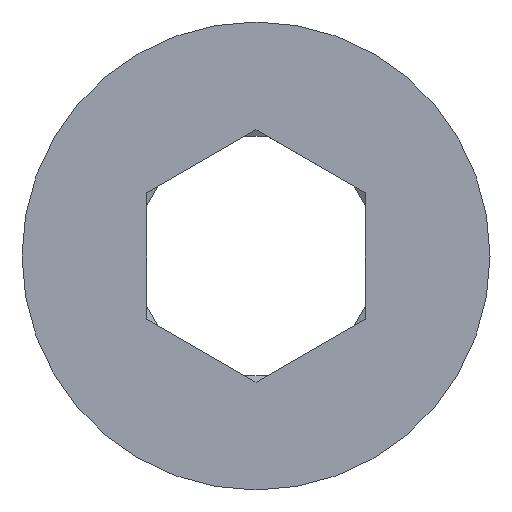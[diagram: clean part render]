
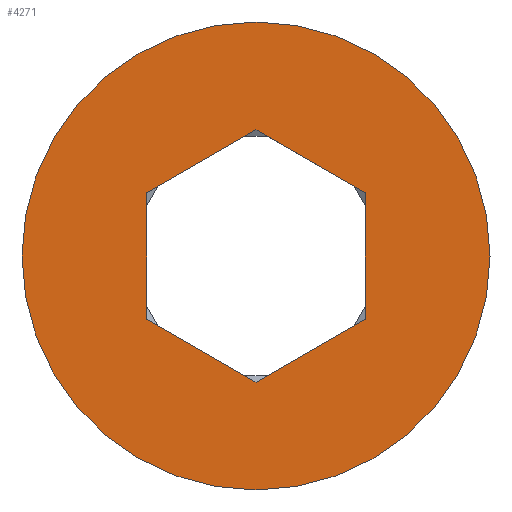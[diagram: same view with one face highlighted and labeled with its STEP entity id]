
A CAD part, front view. The second image highlights one B-rep face of the part: STEP entity #4271.
In plain terms, the highlighted face is planar.
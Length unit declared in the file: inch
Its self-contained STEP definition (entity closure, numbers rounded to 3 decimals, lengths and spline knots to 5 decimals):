
#356=FACE_BOUND('',#1252,.T.);
#362=LINE('',#6170,#691);
#363=LINE('',#6172,#692);
#364=LINE('',#6174,#693);
#365=LINE('',#6176,#694);
#366=LINE('',#6178,#695);
#367=LINE('',#6179,#696);
#691=VECTOR('',#4966,0.3937);
#692=VECTOR('',#4967,0.3937);
#693=VECTOR('',#4968,0.3937);
#694=VECTOR('',#4969,0.3937);
#695=VECTOR('',#4970,0.3937);
#696=VECTOR('',#4971,0.3937);
#1020=FACE_OUTER_BOUND('',#1251,.T.);
#1251=EDGE_LOOP('',(#2817));
#1252=EDGE_LOOP('',(#2818,#2819,#2820,#2821,#2822,#2823));
#1488=CIRCLE('',#4520,0.50787);
#1672=VERTEX_POINT('',#6166);
#1673=VERTEX_POINT('',#6168);
#1674=VERTEX_POINT('',#6169);
#1675=VERTEX_POINT('',#6171);
#1676=VERTEX_POINT('',#6173);
#1677=VERTEX_POINT('',#6175);
#1678=VERTEX_POINT('',#6177);
#2130=EDGE_CURVE('',#1672,#1672,#1488,.T.);
#2131=EDGE_CURVE('',#1673,#1674,#362,.T.);
#2132=EDGE_CURVE('',#1675,#1673,#363,.T.);
#2133=EDGE_CURVE('',#1676,#1675,#364,.T.);
#2134=EDGE_CURVE('',#1677,#1676,#365,.T.);
#2135=EDGE_CURVE('',#1678,#1677,#366,.T.);
#2136=EDGE_CURVE('',#1674,#1678,#367,.T.);
#2817=ORIENTED_EDGE('',*,*,#2130,.F.);
#2818=ORIENTED_EDGE('',*,*,#2131,.F.);
#2819=ORIENTED_EDGE('',*,*,#2132,.F.);
#2820=ORIENTED_EDGE('',*,*,#2133,.F.);
#2821=ORIENTED_EDGE('',*,*,#2134,.F.);
#2822=ORIENTED_EDGE('',*,*,#2135,.F.);
#2823=ORIENTED_EDGE('',*,*,#2136,.F.);
#4191=PLANE('',#4519);
#4271=ADVANCED_FACE('',(#1020,#356),#4191,.T.);
#4519=AXIS2_PLACEMENT_3D('',#6165,#4962,#4963);
#4520=AXIS2_PLACEMENT_3D('',#6167,#4964,#4965);
#4962=DIRECTION('center_axis',(-1.,0.,0.));
#4963=DIRECTION('ref_axis',(0.,1.,0.));
#4964=DIRECTION('center_axis',(1.,0.,0.));
#4965=DIRECTION('ref_axis',(0.,0.,1.));
#4966=DIRECTION('',(0.,-0.866,0.5));
#4967=DIRECTION('',(0.,-0.866,-0.5));
#4968=DIRECTION('',(0.,0.,-1.));
#4969=DIRECTION('',(0.,0.866,-0.5));
#4970=DIRECTION('',(0.,0.866,0.5));
#4971=DIRECTION('',(0.,0.,1.));
#6165=CARTESIAN_POINT('Origin',(-0.10465,0.,0.));
#6166=CARTESIAN_POINT('',(-0.10465,0.,-0.50787));
#6167=CARTESIAN_POINT('Origin',(-0.10465,0.,0.));
#6168=CARTESIAN_POINT('',(-0.10465,0.,-0.2739));
#6169=CARTESIAN_POINT('',(-0.10465,-0.2372,-0.13695));
#6170=CARTESIAN_POINT('',(-0.10465,-0.1779,-0.17119));
#6171=CARTESIAN_POINT('',(-0.10465,0.2372,-0.13695));
#6172=CARTESIAN_POINT('',(-0.10465,0.0593,-0.23966));
#6173=CARTESIAN_POINT('',(-0.10465,0.2372,0.13695));
#6174=CARTESIAN_POINT('',(-0.10465,0.2372,-0.06848));
#6175=CARTESIAN_POINT('',(-0.10465,0.,0.2739));
#6176=CARTESIAN_POINT('',(-0.10465,0.1779,0.17119));
#6177=CARTESIAN_POINT('',(-0.10465,-0.2372,0.13695));
#6178=CARTESIAN_POINT('',(-0.10465,-0.0593,0.23966));
#6179=CARTESIAN_POINT('',(-0.10465,-0.2372,0.06848));
